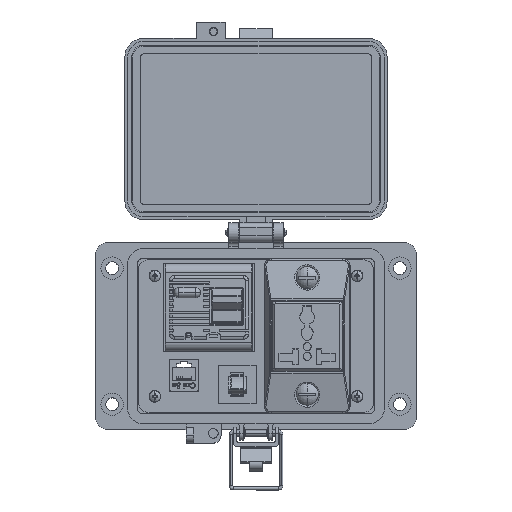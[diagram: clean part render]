
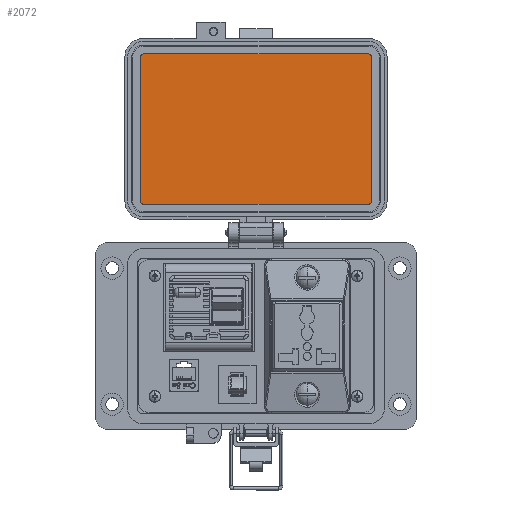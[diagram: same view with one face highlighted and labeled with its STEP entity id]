
A CAD part, top view. The second image highlights one B-rep face of the part: STEP entity #2072.
In plain terms, the highlighted planar face has unit normal (0, 0, 1).
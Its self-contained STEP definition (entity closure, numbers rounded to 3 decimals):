
#1598 = CARTESIAN_POINT ( 'NONE',  ( 57.717, 145.119, 8.694 ) ) ;
#1680 = DIRECTION ( 'NONE',  ( 0., 0., 1. ) ) ;
#2072 = ADVANCED_FACE ( 'NONE', ( #7785 ), #32763, .T. ) ;
#3272 = CARTESIAN_POINT ( 'NONE',  ( -59.505, 69.55, 8.694 ) ) ;
#3919 = LINE ( 'NONE', #68484, #78641 ) ;
#4498 = DIRECTION ( 'NONE',  ( 0., 0., -1. ) ) ;
#5045 = LINE ( 'NONE', #55796, #69240 ) ;
#6735 = CARTESIAN_POINT ( 'NONE',  ( -57.72, 69.55, 8.694 ) ) ;
#7354 = VERTEX_POINT ( 'NONE', #21352 ) ;
#7785 = FACE_OUTER_BOUND ( 'NONE', #55151, .T. ) ;
#8388 = CARTESIAN_POINT ( 'NONE',  ( -57.72, 67.765, 8.694 ) ) ;
#11918 = DIRECTION ( 'NONE',  ( 0., -1., 0. ) ) ;
#12320 = DIRECTION ( 'NONE',  ( -1., 0., 0. ) ) ;
#14498 = CIRCLE ( 'NONE', #74674, 1.785 ) ;
#16014 = CIRCLE ( 'NONE', #26455, 1.785 ) ;
#17091 = DIRECTION ( 'NONE',  ( 0., -1., 0. ) ) ;
#18268 = ORIENTED_EDGE ( 'NONE', *, *, #62855, .F. ) ;
#19542 = AXIS2_PLACEMENT_3D ( 'NONE', #58149, #4498, #30242 ) ;
#19626 = ORIENTED_EDGE ( 'NONE', *, *, #60962, .F. ) ;
#21053 = CARTESIAN_POINT ( 'NONE',  ( 59.502, 143.334, 8.694 ) ) ;
#21352 = CARTESIAN_POINT ( 'NONE',  ( -57.72, 145.119, 8.694 ) ) ;
#22873 = DIRECTION ( 'NONE',  ( 0., 0., -1. ) ) ;
#23390 = CARTESIAN_POINT ( 'NONE',  ( -57.72, 67.765, 8.694 ) ) ;
#26455 = AXIS2_PLACEMENT_3D ( 'NONE', #37703, #56552, #11918 ) ;
#27566 = EDGE_CURVE ( 'NONE', #50798, #63754, #16014, .T. ) ;
#27837 = ORIENTED_EDGE ( 'NONE', *, *, #74093, .F. ) ;
#28464 = DIRECTION ( 'NONE',  ( 0., 1., 0. ) ) ;
#29519 = LINE ( 'NONE', #23390, #55608 ) ;
#29998 = DIRECTION ( 'NONE',  ( 0., -1., 0. ) ) ;
#30242 = DIRECTION ( 'NONE',  ( 0., -1., 0. ) ) ;
#31337 = CIRCLE ( 'NONE', #19542, 1.785 ) ;
#31574 = EDGE_CURVE ( 'NONE', #44269, #33734, #3919, .T. ) ;
#31933 = VECTOR ( 'NONE', #65437, 1000. ) ;
#32137 = DIRECTION ( 'NONE',  ( 0., 0., -1. ) ) ;
#32518 = DIRECTION ( 'NONE',  ( 0., -1., 0. ) ) ;
#32763 = PLANE ( 'NONE',  #77262 ) ;
#33384 = ORIENTED_EDGE ( 'NONE', *, *, #51870, .F. ) ;
#33734 = VERTEX_POINT ( 'NONE', #79239 ) ;
#37703 = CARTESIAN_POINT ( 'NONE',  ( 57.717, 143.334, 8.694 ) ) ;
#38257 = CARTESIAN_POINT ( 'NONE',  ( 59.502, 69.55, 8.694 ) ) ;
#39633 = AXIS2_PLACEMENT_3D ( 'NONE', #6735, #22873, #17091 ) ;
#39687 = ORIENTED_EDGE ( 'NONE', *, *, #31574, .F. ) ;
#41333 = ORIENTED_EDGE ( 'NONE', *, *, #64874, .F. ) ;
#44269 = VERTEX_POINT ( 'NONE', #3272 ) ;
#50798 = VERTEX_POINT ( 'NONE', #66201 ) ;
#51123 = ORIENTED_EDGE ( 'NONE', *, *, #75004, .F. ) ;
#51870 = EDGE_CURVE ( 'NONE', #58090, #79810, #29519, .T. ) ;
#55151 = EDGE_LOOP ( 'NONE', ( #41333, #39687, #27837, #33384, #18268, #19626, #73415, #51123 ) ) ;
#55608 = VECTOR ( 'NONE', #12320, 1000. ) ;
#55796 = CARTESIAN_POINT ( 'NONE',  ( 59.502, 69.55, 8.694 ) ) ;
#56552 = DIRECTION ( 'NONE',  ( 0., 0., -1. ) ) ;
#57747 = CARTESIAN_POINT ( 'NONE',  ( -30.745, 145.119, 8.694 ) ) ;
#58090 = VERTEX_POINT ( 'NONE', #62104 ) ;
#58149 = CARTESIAN_POINT ( 'NONE',  ( 57.717, 69.55, 8.694 ) ) ;
#60962 = EDGE_CURVE ( 'NONE', #63754, #63717, #5045, .T. ) ;
#62104 = CARTESIAN_POINT ( 'NONE',  ( 57.717, 67.765, 8.694 ) ) ;
#62855 = EDGE_CURVE ( 'NONE', #63717, #58090, #31337, .T. ) ;
#63119 = DIRECTION ( 'NONE',  ( 0., -1., 0. ) ) ;
#63717 = VERTEX_POINT ( 'NONE', #38257 ) ;
#63754 = VERTEX_POINT ( 'NONE', #21053 ) ;
#63815 = LINE ( 'NONE', #1598, #31933 ) ;
#64471 = CARTESIAN_POINT ( 'NONE',  ( -57.72, 143.334, 8.694 ) ) ;
#64874 = EDGE_CURVE ( 'NONE', #33734, #7354, #14498, .T. ) ;
#65437 = DIRECTION ( 'NONE',  ( 1., 0., 0. ) ) ;
#66201 = CARTESIAN_POINT ( 'NONE',  ( 57.717, 145.119, 8.694 ) ) ;
#68484 = CARTESIAN_POINT ( 'NONE',  ( -59.505, 143.334, 8.694 ) ) ;
#69240 = VECTOR ( 'NONE', #29998, 1000. ) ;
#73415 = ORIENTED_EDGE ( 'NONE', *, *, #27566, .F. ) ;
#74093 = EDGE_CURVE ( 'NONE', #79810, #44269, #77626, .T. ) ;
#74674 = AXIS2_PLACEMENT_3D ( 'NONE', #64471, #32137, #32518 ) ;
#75004 = EDGE_CURVE ( 'NONE', #7354, #50798, #63815, .T. ) ;
#77262 = AXIS2_PLACEMENT_3D ( 'NONE', #57747, #1680, #63119 ) ;
#77626 = CIRCLE ( 'NONE', #39633, 1.785 ) ;
#78641 = VECTOR ( 'NONE', #28464, 1000. ) ;
#79239 = CARTESIAN_POINT ( 'NONE',  ( -59.505, 143.334, 8.694 ) ) ;
#79810 = VERTEX_POINT ( 'NONE', #8388 ) ;
